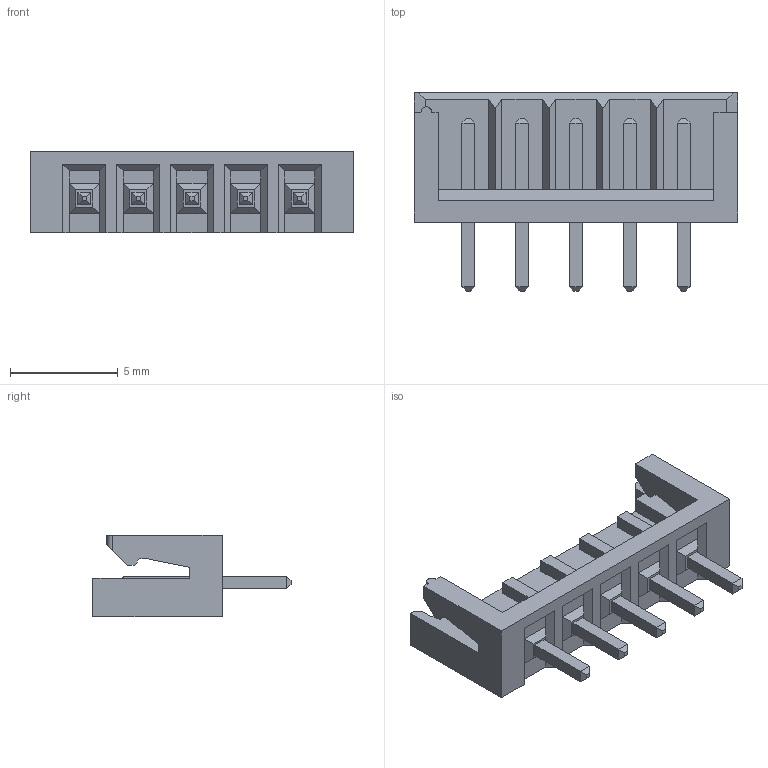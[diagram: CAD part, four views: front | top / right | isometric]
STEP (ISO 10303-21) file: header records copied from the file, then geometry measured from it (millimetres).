
FILE_DESCRIPTION (( 'STEP AP214' ), '1' );
FILE_NAME ('JST-B5B-EH-A.STEP', '2020-12-30T02:24:06', ( '' ), ( '' ), 'SwSTEP 2.0', 'SolidWorks 2020', '' );
FILE_SCHEMA (( 'AUTOMOTIVE_DESIGN' ));
Length unit declared in the file: millimetre
Products named in the file (1): JST-B5B-EH-A
Bounding box: 15 x 9.2 x 3.8 mm (x, y, z)
Volume: 135.2 mm3; surface area: 455.6 mm2
Topology: 1 solids, 1 shells, 191 faces, 475 edges, 296 vertices
Faces by surface type: plane 190, cylinder 1
Entity records: 7609 total; most frequent: CARTESIAN_POINT 966, ORIENTED_EDGE 950, DIRECTION 859, EDGE_CURVE 475, VECTOR 473, LINE 473, VERTEX_POINT 296, EDGE_LOOP 201
